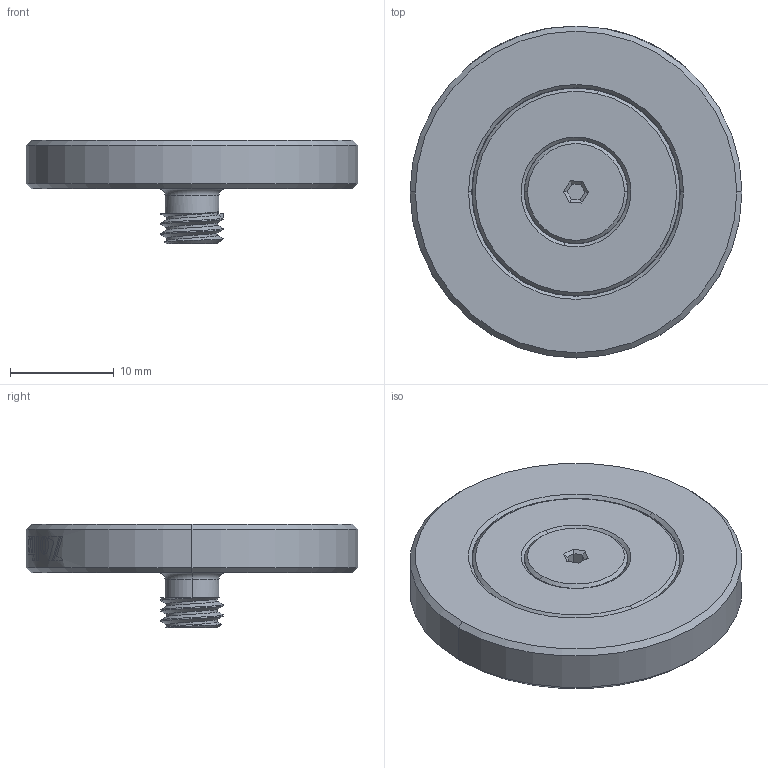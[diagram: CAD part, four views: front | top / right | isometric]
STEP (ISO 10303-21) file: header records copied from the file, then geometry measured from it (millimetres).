
FILE_DESCRIPTION (( 'STEP AP203' ), '1' );
FILE_NAME ('BS-05B.STEP', '2025-07-03T02:41:53', ( '' ), ( '' ), 'SwSTEP 2.0', 'SolidWorks 2020', '' );
FILE_SCHEMA (( 'CONFIG_CONTROL_DESIGN' ));
Length unit declared in the file: millimetre
Products named in the file (1): BS-05B
Bounding box: 32 x 32 x 10 mm (x, y, z)
Volume: 3820.3 mm3; surface area: 3148.7 mm2
Topology: 2 solids, 3 shells, 94 faces, 401 edges, 338 vertices
Faces by surface type: cylinder 41, plane 25, cone 19, torus 6, bspline 3
Entity records: 6371 total; most frequent: CARTESIAN_POINT 3196, ORIENTED_EDGE 802, DIRECTION 459, EDGE_CURVE 401, VERTEX_POINT 338, B_SPLINE_CURVE_WITH_KNOTS 205, AXIS2_PLACEMENT_3D 184, EDGE_LOOP 121
